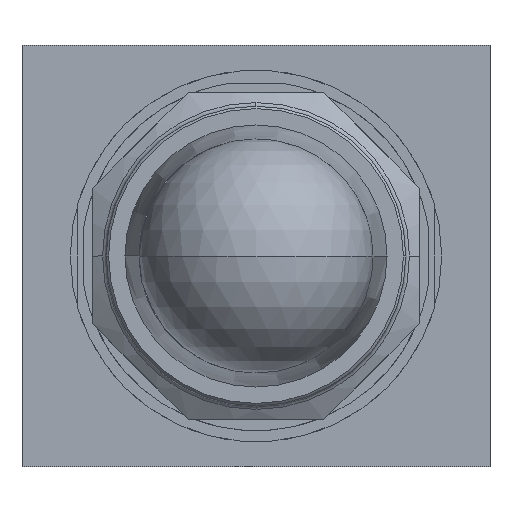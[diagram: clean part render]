
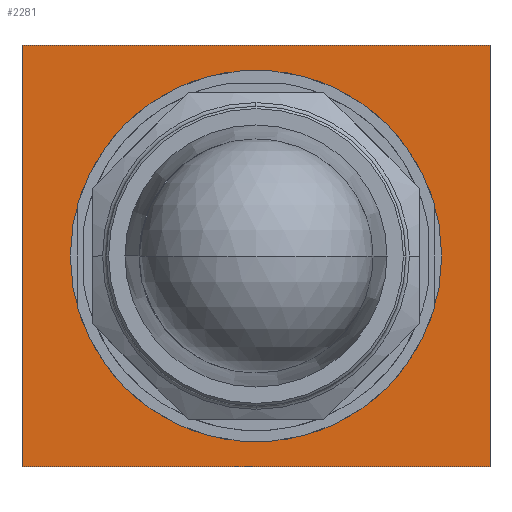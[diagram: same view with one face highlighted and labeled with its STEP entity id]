
A CAD part, front view. The second image highlights one B-rep face of the part: STEP entity #2281.
In plain terms, the highlighted planar face has unit normal (0, -1, 0).
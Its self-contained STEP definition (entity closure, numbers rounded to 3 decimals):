
#2160=CARTESIAN_POINT('POINT61316',(-25.,7.938,
   22.5));
#2161=VERTEX_POINT('VERTEX61316',#2160);
#2168=CARTESIAN_POINT('POINT61317',(25.,7.938,
   22.5));
#2169=VERTEX_POINT('VERTEX61317',#2168);
#2170=CARTESIAN_POINT('POS104189',(0.,
   7.938,22.5));
#2171=DIRECTION('DIR148066',(1.,0.,0.));
#2172=VECTOR('VEC60312',#2171,25.4);
#2173=LINE('STRAIGHT60312',#2170,#2172);
#2174=EDGE_CURVE('EDGE93394',#2161,#2169,#2173,.T.);
#2190=CARTESIAN_POINT('POINT61318',(25.,7.938,
   -22.5));
#2191=VERTEX_POINT('VERTEX61318',#2190);
#2192=CARTESIAN_POINT('POS104192',(25.,7.938,
   0.));
#2193=DIRECTION('DIR148070',(0.,0.,-1.));
#2194=VECTOR('VEC60314',#2193,25.4);
#2195=LINE('STRAIGHT60314',#2192,#2194);
#2196=EDGE_CURVE('EDGE93396',#2169,#2191,#2195,.T.);
#2216=CARTESIAN_POINT('POINT61319',(-25.,7.938,
   -22.5));
#2217=VERTEX_POINT('VERTEX61319',#2216);
#2218=CARTESIAN_POINT('POS104195',(0.,
   7.938,-22.5));
#2219=DIRECTION('DIR148074',(-1.,0.,0.));
#2220=VECTOR('VEC60316',#2219,25.4);
#2221=LINE('STRAIGHT60316',#2218,#2220);
#2222=EDGE_CURVE('EDGE93398',#2191,#2217,#2221,.T.);
#2240=CARTESIAN_POINT('POS104198',(-25.,7.938,
   0.));
#2241=DIRECTION('DIR148078',(0.,0.,-1.));
#2242=VECTOR('VEC60318',#2241,25.4);
#2243=LINE('STRAIGHT60318',#2240,#2242);
#2244=EDGE_CURVE('EDGE93400',#2161,#2217,#2243,.T.);
#2255=ORIENTED_EDGE('COEDGE186949',*,*,#2244,.T.);
#2256=ORIENTED_EDGE('COEDGE186950',*,*,#2222,.F.);
#2257=ORIENTED_EDGE('COEDGE186951',*,*,#2196,.F.);
#2258=ORIENTED_EDGE('COEDGE186952',*,*,#2174,.F.);
#2259=EDGE_LOOP('NONE',(#2255,#2256,#2257,#2258));
#2260=FACE_BOUND('LOOP1',#2259,.T.);
#2261=CARTESIAN_POINT('POINT61320',(19.844,7.938,0.))
   ;
#2262=VERTEX_POINT('VERTEX61320',#2261);
#2263=CARTESIAN_POINT('POINT61321',(-19.844,7.938
   ,0.));
#2264=VERTEX_POINT('VERTEX61321',#2263);
#2265=CARTESIAN_POINT('POS104200',(0.,
   7.938,0.));
#2266=DIRECTION('DIR148081',(0.,1.,0.));
#2267=DIRECTION('DIR148082',(1.,0.,0.));
#2268=AXIS2_PLACEMENT_3D('AXIS43882',#2265,#2266,#2267);
#2269=CIRCLE('ELLIPSE16392',#2268,19.844);
#2270=EDGE_CURVE('EDGE93401',#2262,#2264,#2269,.T.);
#2271=ORIENTED_EDGE('COEDGE186953',*,*,#2270,.T.);
#2272=EDGE_CURVE('EDGE93402',#2264,#2262,#2269,.T.);
#2273=ORIENTED_EDGE('COEDGE186954',*,*,#2272,.T.);
#2274=EDGE_LOOP('NONE',(#2271,#2273));
#2275=FACE_BOUND('LOOP1',#2274,.T.);
#2276=CARTESIAN_POINT('POS104201',(0.,
   7.938,0.));
#2277=DIRECTION('DIR148083',(0.,1.,0.));
#2278=DIRECTION('DIR148084',(1.,0.,0.));
#2279=AXIS2_PLACEMENT_3D('AXIS43883',#2276,#2277,#2278);
#2280=PLANE('PLANE19445',#2279);
#2281=ADVANCED_FACE('FACE36246',(#2260,#2275),#2280,.F.);
